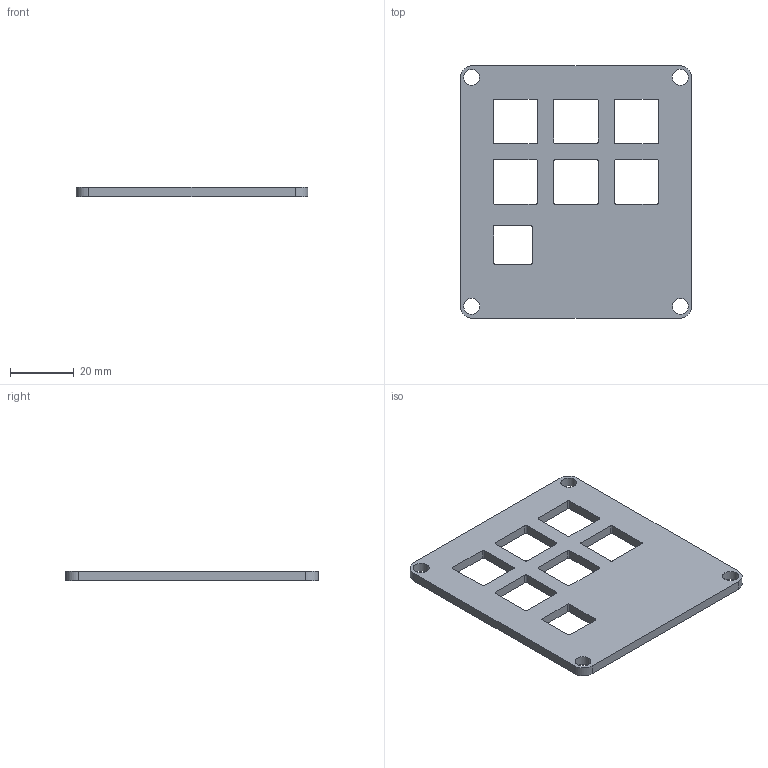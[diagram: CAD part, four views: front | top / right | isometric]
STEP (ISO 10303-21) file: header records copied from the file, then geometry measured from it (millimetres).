
FILE_DESCRIPTION(/* description */ (''),/* implementation_level */ '2;1');
FILE_NAME(/* name */ 'TopMidPlate.step',/* time_stamp */ '2020-12-08T17:59:29-06:00',/* author */ (''),/* organization */ (''),/* preprocessor_version */ 'ST-DEVELOPER v18.1',/* originating_system */ 'Autodesk Translation Framework v9.7.1.1290',/* authorisation */ '');
FILE_SCHEMA (('AUTOMOTIVE_DESIGN { 1 0 10303 214 3 1 1 }'));
Length unit declared in the file: millimetre
Products named in the file (1): TopMidPlate
Bounding box: 73.01 x 79.49 x 3 mm (x, y, z)
Volume: 13162.9 mm3; surface area: 10994.8 mm2
Topology: 1 solids, 1 shells, 70 faces, 204 edges, 136 vertices
Faces by surface type: cylinder 36, plane 34
Full cylindrical faces by diameter (mm): 5 x4
Entity records: 2417 total; most frequent: DIRECTION 418, CARTESIAN_POINT 411, ORIENTED_EDGE 408, EDGE_CURVE 204, AXIS2_PLACEMENT_3D 143, VERTEX_POINT 136, LINE 132, VECTOR 132
